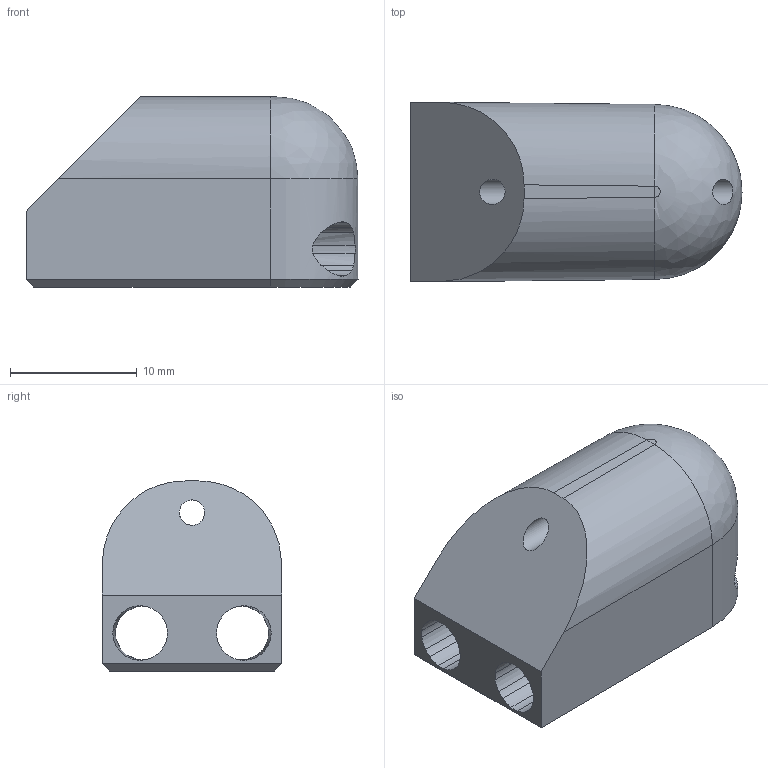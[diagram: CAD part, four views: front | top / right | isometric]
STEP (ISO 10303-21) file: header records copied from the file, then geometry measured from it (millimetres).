
FILE_DESCRIPTION(/* description */ (''),/* implementation_level */ '2;1');
FILE_NAME(/* name */ 'm1 v1.step',/* time_stamp */ '2024-07-28T17:08:42+05:30',/* author */ (''),/* organization */ (''),/* preprocessor_version */ 'ST-DEVELOPER v20',/* originating_system */ 'Autodesk Translation Framework v13.14.0.145',/* authorisation */ '');
FILE_SCHEMA (('AUTOMOTIVE_DESIGN { 1 0 10303 214 3 1 1 }'));
Length unit declared in the file: millimetre
Products named in the file (2): m1; m1-nd-cmp
Assembly tree (1 placements, depth 2):
  m1
    m1-nd-cmp
Bounding box: 26.2 x 14.19 x 15 mm (x, y, z)
Volume: 3442.6 mm3; surface area: 2186.3 mm2
Topology: 1 solids, 1 shells, 83 faces, 238 edges, 157 vertices
Faces by surface type: cylinder 36, bspline 33, plane 13, cone 1
Full cylindrical faces by diameter (mm): 2 x1
Entity records: 3010 total; most frequent: CARTESIAN_POINT 879, ORIENTED_EDGE 476, DIRECTION 405, EDGE_CURVE 238, VERTEX_POINT 157, AXIS2_PLACEMENT_3D 148, LINE 109, VECTOR 109
